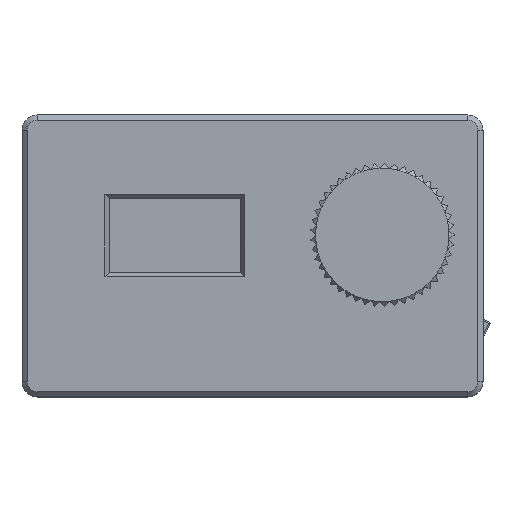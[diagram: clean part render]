
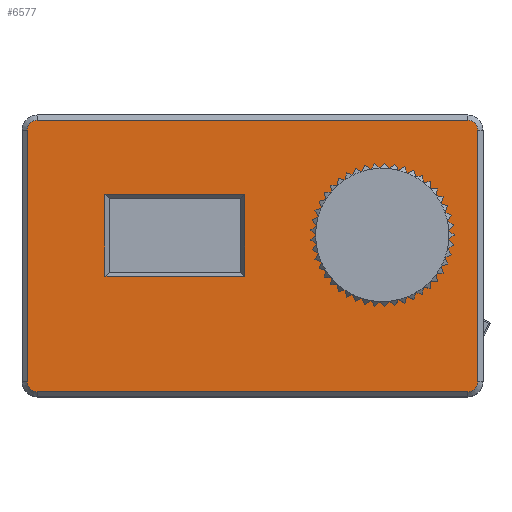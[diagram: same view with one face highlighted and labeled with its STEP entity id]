
A CAD part, top view. The second image highlights one B-rep face of the part: STEP entity #6577.
In plain terms, the highlighted planar face has unit normal (0, 0, 1).
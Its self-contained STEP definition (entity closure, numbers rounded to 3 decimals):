
#4434=PLANE('',#25673);
#6577=ADVANCED_FACE('',(#9022,#9023,#9024),#4434,.T.);
#9022=FACE_BOUND('',#9355,.T.);
#9023=FACE_BOUND('',#9356,.T.);
#9024=FACE_BOUND('',#9357,.T.);
#9355=EDGE_LOOP('',(#14195,#14196,#14197,#14198,#14199,#14200,#14201,#14202));
#9356=EDGE_LOOP('',(#14203));
#9357=EDGE_LOOP('',(#14204,#14205,#14206,#14207));
#11078=LINE('',#34312,#12407);
#11079=LINE('',#34316,#12408);
#11080=LINE('',#34320,#12409);
#11081=LINE('',#34324,#12410);
#11082=LINE('',#34327,#12411);
#11083=LINE('',#34330,#12412);
#11084=LINE('',#34332,#12413);
#11085=LINE('',#34334,#12414);
#12407=VECTOR('',#28452,1.);
#12408=VECTOR('',#28455,1.);
#12409=VECTOR('',#28458,1.);
#12410=VECTOR('',#28461,1.);
#12411=VECTOR('',#28464,1.);
#12412=VECTOR('',#28465,1.);
#12413=VECTOR('',#28466,1.);
#12414=VECTOR('',#28467,1.);
#14195=ORIENTED_EDGE('',*,*,#21932,.T.);
#14196=ORIENTED_EDGE('',*,*,#21933,.T.);
#14197=ORIENTED_EDGE('',*,*,#21934,.T.);
#14198=ORIENTED_EDGE('',*,*,#21935,.T.);
#14199=ORIENTED_EDGE('',*,*,#21936,.T.);
#14200=ORIENTED_EDGE('',*,*,#21937,.T.);
#14201=ORIENTED_EDGE('',*,*,#21938,.T.);
#14202=ORIENTED_EDGE('',*,*,#21939,.T.);
#14203=ORIENTED_EDGE('',*,*,#21940,.F.);
#14204=ORIENTED_EDGE('',*,*,#21941,.T.);
#14205=ORIENTED_EDGE('',*,*,#21942,.T.);
#14206=ORIENTED_EDGE('',*,*,#21943,.T.);
#14207=ORIENTED_EDGE('',*,*,#21944,.T.);
#19989=VERTEX_POINT('',#34310);
#19990=VERTEX_POINT('',#34311);
#19991=VERTEX_POINT('',#34313);
#19992=VERTEX_POINT('',#34315);
#19993=VERTEX_POINT('',#34317);
#19994=VERTEX_POINT('',#34319);
#19995=VERTEX_POINT('',#34321);
#19996=VERTEX_POINT('',#34323);
#19997=VERTEX_POINT('',#34326);
#19998=VERTEX_POINT('',#34328);
#19999=VERTEX_POINT('',#34329);
#20000=VERTEX_POINT('',#34331);
#20001=VERTEX_POINT('',#34333);
#21932=EDGE_CURVE('',#19989,#19990,#24689,.T.);
#21933=EDGE_CURVE('',#19990,#19991,#11078,.T.);
#21934=EDGE_CURVE('',#19991,#19992,#24690,.T.);
#21935=EDGE_CURVE('',#19992,#19993,#11079,.T.);
#21936=EDGE_CURVE('',#19993,#19994,#24691,.T.);
#21937=EDGE_CURVE('',#19994,#19995,#11080,.T.);
#21938=EDGE_CURVE('',#19995,#19996,#24692,.T.);
#21939=EDGE_CURVE('',#19996,#19989,#11081,.T.);
#21940=EDGE_CURVE('',#19997,#19997,#24693,.T.);
#21941=EDGE_CURVE('',#19998,#19999,#11082,.T.);
#21942=EDGE_CURVE('',#19999,#20000,#11083,.T.);
#21943=EDGE_CURVE('',#20000,#20001,#11084,.T.);
#21944=EDGE_CURVE('',#20001,#19998,#11085,.T.);
#24689=CIRCLE('',#25668,2.);
#24690=CIRCLE('',#25669,2.);
#24691=CIRCLE('',#25670,2.);
#24692=CIRCLE('',#25671,2.);
#24693=CIRCLE('',#25672,4.);
#25668=AXIS2_PLACEMENT_3D('',#34309,#28450,#28451);
#25669=AXIS2_PLACEMENT_3D('',#34314,#28453,#28454);
#25670=AXIS2_PLACEMENT_3D('',#34318,#28456,#28457);
#25671=AXIS2_PLACEMENT_3D('',#34322,#28459,#28460);
#25672=AXIS2_PLACEMENT_3D('',#34325,#28462,#28463);
#25673=AXIS2_PLACEMENT_3D('',#34335,#28468,#28469);
#28450=DIRECTION('',(0.,0.,1.));
#28451=DIRECTION('',(1.,0.,0.));
#28452=DIRECTION('',(0.,-1.,0.));
#28453=DIRECTION('',(0.,0.,1.));
#28454=DIRECTION('',(1.,0.,0.));
#28455=DIRECTION('',(1.,0.,0.));
#28456=DIRECTION('',(0.,0.,1.));
#28457=DIRECTION('',(1.,0.,0.));
#28458=DIRECTION('',(0.,1.,0.));
#28459=DIRECTION('',(0.,0.,1.));
#28460=DIRECTION('',(1.,0.,0.));
#28461=DIRECTION('',(-1.,0.,0.));
#28462=DIRECTION('',(0.,0.,1.));
#28463=DIRECTION('',(-1.,0.,0.));
#28464=DIRECTION('',(-1.,0.,0.));
#28465=DIRECTION('',(0.,1.,0.));
#28466=DIRECTION('',(1.,0.,0.));
#28467=DIRECTION('',(0.,-1.,0.));
#28468=DIRECTION('',(0.,0.,1.));
#28469=DIRECTION('',(1.,0.,0.));
#34309=CARTESIAN_POINT('',(3.,52.,2.));
#34310=CARTESIAN_POINT('',(3.,54.,2.));
#34311=CARTESIAN_POINT('',(1.,52.,2.));
#34312=CARTESIAN_POINT('',(1.,3.,2.));
#34313=CARTESIAN_POINT('',(1.,3.,2.));
#34314=CARTESIAN_POINT('',(3.,3.,2.));
#34315=CARTESIAN_POINT('',(3.,1.,2.));
#34316=CARTESIAN_POINT('',(87.,1.,2.));
#34317=CARTESIAN_POINT('',(87.,1.,2.));
#34318=CARTESIAN_POINT('',(87.,3.,2.));
#34319=CARTESIAN_POINT('',(89.,3.,2.));
#34320=CARTESIAN_POINT('',(89.,52.,2.));
#34321=CARTESIAN_POINT('',(89.,52.,2.));
#34322=CARTESIAN_POINT('',(87.,52.,2.));
#34323=CARTESIAN_POINT('',(87.,54.,2.));
#34324=CARTESIAN_POINT('',(3.,54.,2.));
#34325=CARTESIAN_POINT('',(70.,31.5,2.));
#34326=CARTESIAN_POINT('',(66.,31.5,2.));
#34327=CARTESIAN_POINT('',(70.,23.5,2.));
#34328=CARTESIAN_POINT('',(43.5,23.5,2.));
#34329=CARTESIAN_POINT('',(16.2,23.5,2.));
#34330=CARTESIAN_POINT('',(16.2,31.5,2.));
#34331=CARTESIAN_POINT('',(16.2,39.5,2.));
#34332=CARTESIAN_POINT('',(70.,39.5,2.));
#34333=CARTESIAN_POINT('',(43.5,39.5,2.));
#34334=CARTESIAN_POINT('',(43.5,31.5,2.));
#34335=CARTESIAN_POINT('',(70.,31.5,2.));
